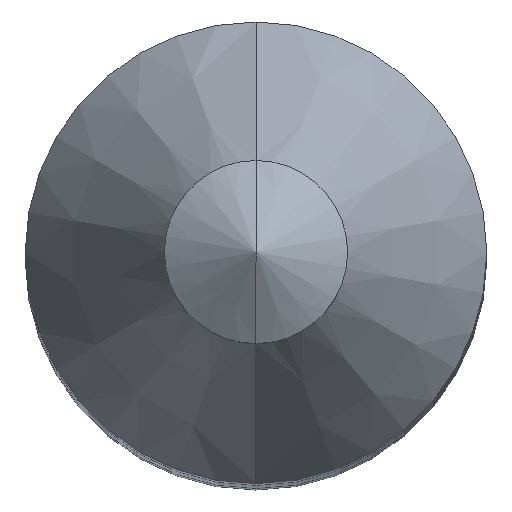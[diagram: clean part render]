
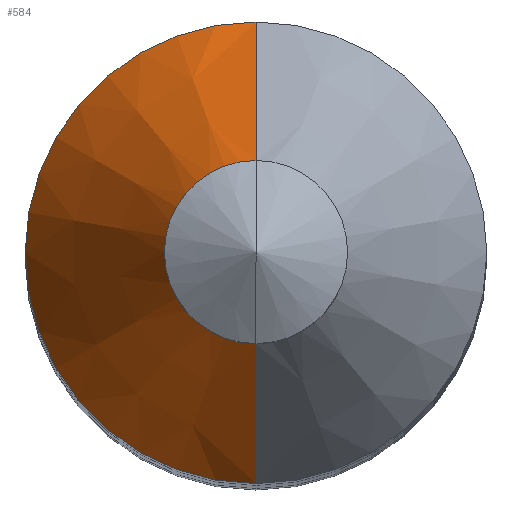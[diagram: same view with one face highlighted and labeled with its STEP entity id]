
A CAD part, top view. The second image highlights one B-rep face of the part: STEP entity #584.
In plain terms, the highlighted conical face has half-angle 30 degrees and reference radius 0.625 mm.
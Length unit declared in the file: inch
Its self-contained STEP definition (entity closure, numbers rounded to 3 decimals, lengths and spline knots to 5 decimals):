
#5 = LINE ( 'NONE', #470, #157 ) ;
#16 = DIRECTION ( 'NONE',  ( 0., 0., 1. ) ) ;
#34 = EDGE_LOOP ( 'NONE', ( #132, #365, #611, #415 ) ) ;
#40 = CARTESIAN_POINT ( 'NONE',  ( 0., 0.0246, 0.557 ) ) ;
#59 = AXIS2_PLACEMENT_3D ( 'NONE', #271, #596, #219 ) ;
#119 = CARTESIAN_POINT ( 'NONE',  ( 0., 0., 0.557 ) ) ;
#132 = ORIENTED_EDGE ( 'NONE', *, *, #602, .F. ) ;
#142 = VERTEX_POINT ( 'NONE', #283 ) ;
#145 = AXIS2_PLACEMENT_3D ( 'NONE', #272, #16, #589 ) ;
#149 = EDGE_CURVE ( 'NONE', #142, #619, #443, .T. ) ;
#157 = VECTOR ( 'NONE', #171, 39.37008 ) ;
#171 = DIRECTION ( 'NONE',  ( 0., -0.5, -0.866 ) ) ;
#204 = CONICAL_SURFACE ( 'NONE', #59, 0.0246, 0.524 ) ;
#207 = LINE ( 'NONE', #40, #304 ) ;
#219 = DIRECTION ( 'NONE',  ( 0., -1., 0. ) ) ;
#271 = CARTESIAN_POINT ( 'NONE',  ( 0., 0., 0.557 ) ) ;
#272 = CARTESIAN_POINT ( 'NONE',  ( 0., 0., 0.49222 ) ) ;
#273 = FACE_OUTER_BOUND ( 'NONE', #34, .T. ) ;
#283 = CARTESIAN_POINT ( 'NONE',  ( 0., 0.062, 0.49222 ) ) ;
#288 = VERTEX_POINT ( 'NONE', #298 ) ;
#298 = CARTESIAN_POINT ( 'NONE',  ( 0., 0.0246, 0.557 ) ) ;
#304 = VECTOR ( 'NONE', #364, 39.37008 ) ;
#361 = AXIS2_PLACEMENT_3D ( 'NONE', #119, #429, #434 ) ;
#364 = DIRECTION ( 'NONE',  ( 0., 0.5, -0.866 ) ) ;
#365 = ORIENTED_EDGE ( 'NONE', *, *, #374, .T. ) ;
#374 = EDGE_CURVE ( 'NONE', #288, #142, #207, .T. ) ;
#415 = ORIENTED_EDGE ( 'NONE', *, *, #606, .F. ) ;
#429 = DIRECTION ( 'NONE',  ( 0., 0., 1. ) ) ;
#434 = DIRECTION ( 'NONE',  ( 0., -1., 0. ) ) ;
#443 = CIRCLE ( 'NONE', #145, 0.062 ) ;
#470 = CARTESIAN_POINT ( 'NONE',  ( 0., -0.0246, 0.557 ) ) ;
#483 = CARTESIAN_POINT ( 'NONE',  ( 0., -0.062, 0.49222 ) ) ;
#584 = ADVANCED_FACE ( 'NONE', ( #273 ), #204, .T. ) ;
#589 = DIRECTION ( 'NONE',  ( 0., -1., 0. ) ) ;
#592 = CARTESIAN_POINT ( 'NONE',  ( 0., -0.0246, 0.557 ) ) ;
#596 = DIRECTION ( 'NONE',  ( 0., 0., -1. ) ) ;
#602 = EDGE_CURVE ( 'NONE', #288, #603, #682, .T. ) ;
#603 = VERTEX_POINT ( 'NONE', #592 ) ;
#606 = EDGE_CURVE ( 'NONE', #603, #619, #5, .T. ) ;
#611 = ORIENTED_EDGE ( 'NONE', *, *, #149, .T. ) ;
#619 = VERTEX_POINT ( 'NONE', #483 ) ;
#682 = CIRCLE ( 'NONE', #361, 0.0246 ) ;
